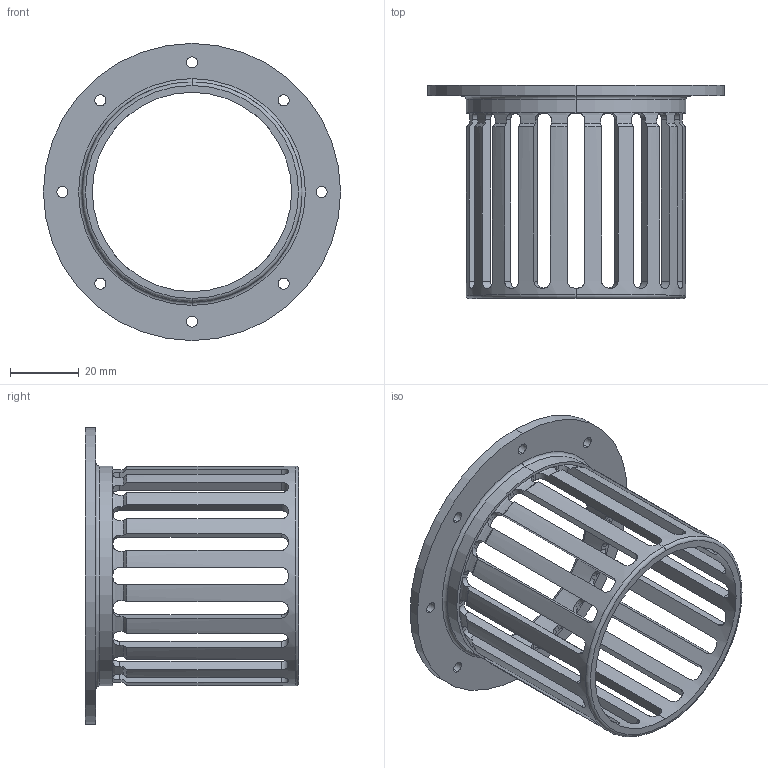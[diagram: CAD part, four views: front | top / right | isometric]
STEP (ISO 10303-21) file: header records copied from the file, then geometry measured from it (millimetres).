
FILE_DESCRIPTION (( 'STEP AP203' ), '1' );
FILE_NAME ('Vacuum_fliter.STEP', '2024-11-07T09:13:38', ( '' ), ( '' ), 'SwSTEP 2.0', 'SolidWorks 2024', '' );
FILE_SCHEMA (( 'CONFIG_CONTROL_DESIGN' ));
Length unit declared in the file: millimetre
Products named in the file (1): Vacuum_fliter
Bounding box: 86.5 x 62 x 86.5 mm (x, y, z)
Volume: 27903.4 mm3; surface area: 26777.3 mm2
Topology: 1 solids, 1 shells, 214 faces, 690 edges, 458 vertices
Faces by surface type: cylinder 124, plane 64, cone 20, torus 6
Entity records: 9603 total; most frequent: CARTESIAN_POINT 3563, ORIENTED_EDGE 1380, DIRECTION 1104, EDGE_CURVE 690, VERTEX_POINT 458, AXIS2_PLACEMENT_3D 399, VECTOR 306, LINE 306
